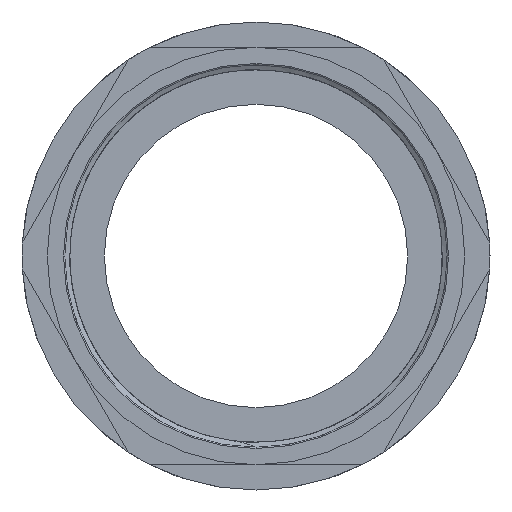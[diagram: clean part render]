
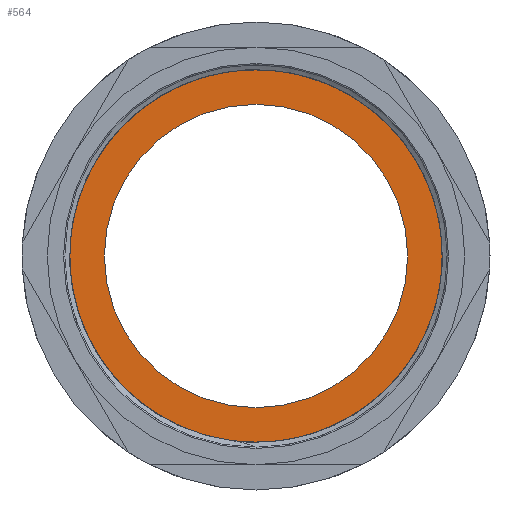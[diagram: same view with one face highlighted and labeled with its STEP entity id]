
A CAD part, left-side view. The second image highlights one B-rep face of the part: STEP entity #564.
In plain terms, the highlighted planar face has unit normal (-1, 0, 0).
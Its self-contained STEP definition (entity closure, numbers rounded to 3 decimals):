
#16=FACE_BOUND('',#126,.T.);
#30=PLANE('',#608);
#49=CIRCLE('',#598,29.);
#52=CIRCLE('',#609,29.761);
#53=CIRCLE('',#610,23.6);
#90=FACE_OUTER_BOUND('',#125,.T.);
#125=EDGE_LOOP('',(#438,#439,#440,#441));
#126=EDGE_LOOP('',(#442));
#230=B_SPLINE_CURVE_WITH_KNOTS('',3,(#1488,#1489,#1490,#1491,#1492,#1493,
#1494,#1495,#1496,#1497,#1498,#1499,#1500,#1501,#1502,#1503),
 .UNSPECIFIED.,.F.,.F.,(4,3,3,3,3,4),(0.,1.371,1.47,
2.931,4.381,5.495),.UNSPECIFIED.);
#245=B_SPLINE_CURVE_WITH_KNOTS('',3,(#4258,#4259,#4260,#4261,#4262,#4263,
#4264,#4265,#4266,#4267,#4268,#4269,#4270,#4271,#4272,#4273),
 .UNSPECIFIED.,.F.,.F.,(4,3,3,3,3,4),(0.,1.365,1.457,
2.926,4.403,5.492),.UNSPECIFIED.);
#250=VERTEX_POINT('',#1360);
#251=VERTEX_POINT('',#1487);
#253=VERTEX_POINT('',#1636);
#269=VERTEX_POINT('',#3905);
#270=VERTEX_POINT('',#4276);
#307=EDGE_CURVE('',#251,#250,#230,.T.);
#311=EDGE_CURVE('',#250,#253,#49,.T.);
#335=EDGE_CURVE('',#253,#269,#245,.T.);
#336=EDGE_CURVE('',#251,#269,#52,.T.);
#337=EDGE_CURVE('',#270,#270,#53,.T.);
#438=ORIENTED_EDGE('',*,*,#307,.T.);
#439=ORIENTED_EDGE('',*,*,#311,.T.);
#440=ORIENTED_EDGE('',*,*,#335,.T.);
#441=ORIENTED_EDGE('',*,*,#336,.F.);
#442=ORIENTED_EDGE('',*,*,#337,.T.);
#564=ADVANCED_FACE('',(#90,#16),#30,.T.);
#598=AXIS2_PLACEMENT_3D('',#1760,#663,#664);
#608=AXIS2_PLACEMENT_3D('',#4274,#691,#692);
#609=AXIS2_PLACEMENT_3D('',#4275,#693,#694);
#610=AXIS2_PLACEMENT_3D('',#4277,#695,#696);
#663=DIRECTION('center_axis',(-1.,0.,0.));
#664=DIRECTION('ref_axis',(0.,0.,-1.));
#691=DIRECTION('center_axis',(-1.,0.,0.));
#692=DIRECTION('ref_axis',(0.,0.,1.));
#693=DIRECTION('center_axis',(1.,0.,0.));
#694=DIRECTION('ref_axis',(0.,0.,-1.));
#695=DIRECTION('center_axis',(1.,0.,0.));
#696=DIRECTION('ref_axis',(0.,0.,-1.));
#1360=CARTESIAN_POINT('',(-16.64,-18.485,22.345));
#1487=CARTESIAN_POINT('',(-16.64,-16.469,-24.789));
#1488=CARTESIAN_POINT('Ctrl Pts',(-16.64,-16.469,-24.789));
#1489=CARTESIAN_POINT('Ctrl Pts',(-16.64,-20.242,-22.207));
#1490=CARTESIAN_POINT('Ctrl Pts',(-16.64,-23.389,-18.76));
#1491=CARTESIAN_POINT('Ctrl Pts',(-16.64,-25.614,-14.785));
#1492=CARTESIAN_POINT('Ctrl Pts',(-16.64,-25.774,-14.5));
#1493=CARTESIAN_POINT('Ctrl Pts',(-16.64,-25.929,-14.212));
#1494=CARTESIAN_POINT('Ctrl Pts',(-16.64,-26.078,-13.922));
#1495=CARTESIAN_POINT('Ctrl Pts',(-16.64,-28.303,-9.614));
#1496=CARTESIAN_POINT('Ctrl Pts',(-16.64,-29.445,-4.736));
#1497=CARTESIAN_POINT('Ctrl Pts',(-16.64,-29.36,0.108));
#1498=CARTESIAN_POINT('Ctrl Pts',(-16.64,-29.275,4.915));
#1499=CARTESIAN_POINT('Ctrl Pts',(-16.64,-27.983,9.713));
#1500=CARTESIAN_POINT('Ctrl Pts',(-16.64,-25.621,13.919));
#1501=CARTESIAN_POINT('Ctrl Pts',(-16.64,-23.807,17.151));
#1502=CARTESIAN_POINT('Ctrl Pts',(-16.64,-21.375,20.017));
#1503=CARTESIAN_POINT('Ctrl Pts',(-16.64,-18.485,22.345));
#1636=CARTESIAN_POINT('',(-16.64,-6.622,28.234));
#1760=CARTESIAN_POINT('Origin',(-16.64,0.,0.));
#3905=CARTESIAN_POINT('',(-16.64,29.702,-1.869));
#4258=CARTESIAN_POINT('Ctrl Pts',(-16.64,-6.622,28.234));
#4259=CARTESIAN_POINT('Ctrl Pts',(-16.64,-2.207,29.335));
#4260=CARTESIAN_POINT('Ctrl Pts',(-16.64,2.443,29.376));
#4261=CARTESIAN_POINT('Ctrl Pts',(-16.64,6.866,28.374));
#4262=CARTESIAN_POINT('Ctrl Pts',(-16.64,7.166,28.306));
#4263=CARTESIAN_POINT('Ctrl Pts',(-16.64,7.464,28.234));
#4264=CARTESIAN_POINT('Ctrl Pts',(-16.64,7.761,28.157));
#4265=CARTESIAN_POINT('Ctrl Pts',(-16.64,12.477,26.928));
#4266=CARTESIAN_POINT('Ctrl Pts',(-16.64,16.888,24.485));
#4267=CARTESIAN_POINT('Ctrl Pts',(-16.64,20.438,21.149));
#4268=CARTESIAN_POINT('Ctrl Pts',(-16.64,24.009,17.792));
#4269=CARTESIAN_POINT('Ctrl Pts',(-16.64,26.73,13.517));
#4270=CARTESIAN_POINT('Ctrl Pts',(-16.64,28.264,8.841));
#4271=CARTESIAN_POINT('Ctrl Pts',(-16.64,29.394,5.395));
#4272=CARTESIAN_POINT('Ctrl Pts',(-16.64,29.876,1.758));
#4273=CARTESIAN_POINT('Ctrl Pts',(-16.64,29.702,-1.869));
#4274=CARTESIAN_POINT('Origin',(-16.64,29.761,0.));
#4275=CARTESIAN_POINT('Origin',(-16.64,0.,0.));
#4276=CARTESIAN_POINT('',(-16.64,23.6,0.));
#4277=CARTESIAN_POINT('Origin',(-16.64,0.,0.));
